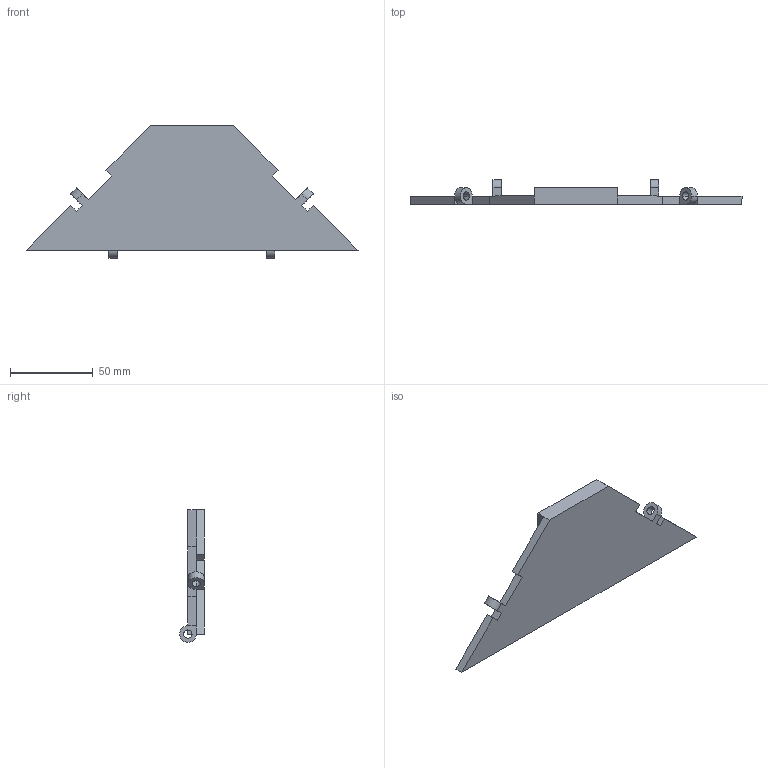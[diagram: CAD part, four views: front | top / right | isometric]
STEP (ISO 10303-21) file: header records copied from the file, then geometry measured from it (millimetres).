
FILE_DESCRIPTION (( 'STEP AP203' ), '1' );
FILE_NAME ('trapezoid_bot_Default_sldprt.STEP', '2024-03-12T14:44:19', ( '' ), ( '' ), 'SwSTEP 2.0', 'SolidWorks 2021', '' );
FILE_SCHEMA (( 'CONFIG_CONTROL_DESIGN' ));
Length unit declared in the file: millimetre
Products named in the file (1): trapezoid_bot_Default_sldprt
Bounding box: 200 x 15 x 80 mm (x, y, z)
Volume: 63910.4 mm3; surface area: 23210.2 mm2
Topology: 1 solids, 1 shells, 52 faces, 140 edges, 90 vertices
Faces by surface type: plane 38, cylinder 14
Entity records: 1705 total; most frequent: CARTESIAN_POINT 283, ORIENTED_EDGE 280, DIRECTION 274, EDGE_CURVE 140, LINE 112, VECTOR 112, VERTEX_POINT 90, AXIS2_PLACEMENT_3D 81
